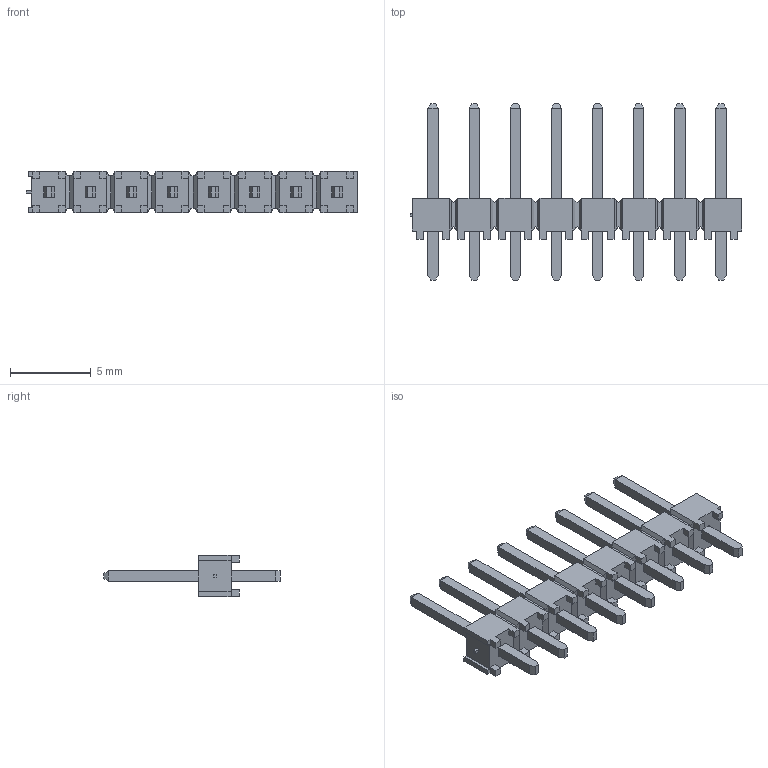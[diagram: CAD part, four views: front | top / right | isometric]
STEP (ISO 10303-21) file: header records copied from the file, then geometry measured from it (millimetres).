
FILE_DESCRIPTION (( 'STEP AP214' ), '1' );
FILE_NAME ('TSW-108-07-F-S.STEP', '2022-12-09T10:21:59', ( '' ), ( '' ), 'SwSTEP 2.0', 'SolidWorks 2022', '' );
FILE_SCHEMA (( 'AUTOMOTIVE_DESIGN' ));
Length unit declared in the file: millimetre
Products named in the file (3): TSW-108-07-F-S_body; TSW-108-07-F-S; T-1S6-07-TSW-1-07-8-S
Assembly tree (2 placements, depth 2):
  TSW-108-07-F-S
    T-1S6-07-TSW-1-07-8-S
    TSW-108-07-F-S_body
Bounding box: 20.45 x 10.92 x 2.54 mm (x, y, z)
Volume: 132.1 mm3; surface area: 527.7 mm2
Topology: 10 solids, 10 shells, 455 faces, 1138 edges, 720 vertices
Faces by surface type: plane 455
Entity records: 15340 total; most frequent: CARTESIAN_POINT 2318, ORIENTED_EDGE 2276, DIRECTION 2058, EDGE_CURVE 1138, LINE 1138, VECTOR 1138, VERTEX_POINT 720, EDGE_LOOP 488
